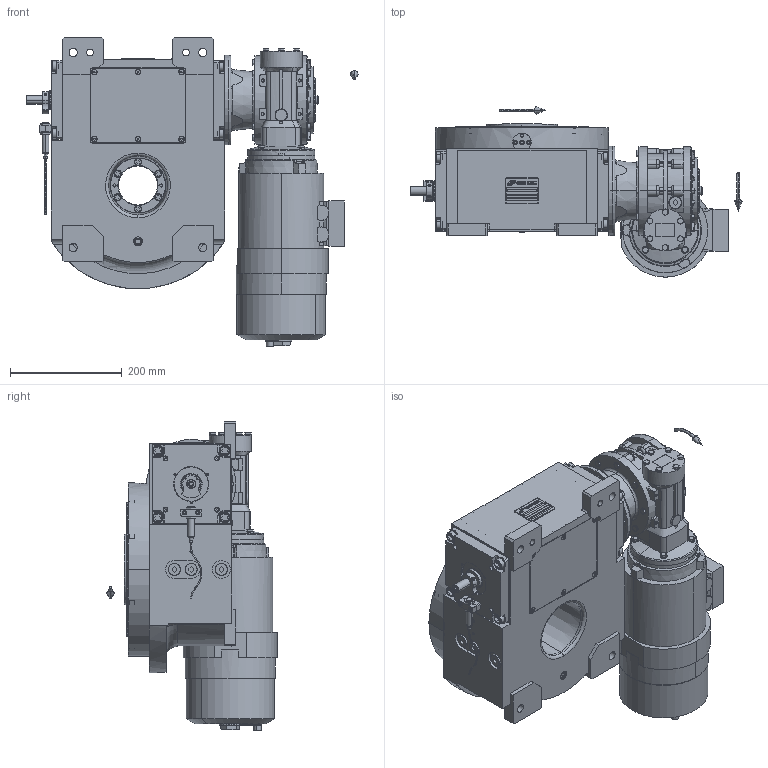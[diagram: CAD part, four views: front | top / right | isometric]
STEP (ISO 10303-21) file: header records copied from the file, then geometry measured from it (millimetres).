
FILE_DESCRIPTION (( 'STEP AP203' ), '1' );
FILE_NAME ('PC5201707.step', '2025-11-28T07:00:04', ( '' ), ( '' ), 'SwSTEP 2.0', 'SolidWorks 2020', '' );
FILE_SCHEMA (( 'CONFIG_CONTROL_DESIGN' ));
Length unit declared in the file: millimetre
Products named in the file (90): cfn2205_01_015; rig09_016; cfn2401_01_003; cfn2000_01_099; AS_900_38_30_003; cfn2115_02_057; CFN2203_02_002.stp; cfn2000_01_081; cfn2128_19_002; cfn2000_01_161; cfn2003_01_054; cfn2107_01_001; RMI70_F3_LCB_SX_80B14; cfn2276_01_056; CFN2155_01_195.stp; freccia_angolare_albero; 900_38_30_003; CFN2000_01_185.stp; CFN2104_02_018.stp; AS_rig09_071_8_m; AS_rig09_017; CFN2223_02_004.stp; cfn2070_05_009; CFN2356_03_053.stp; cfn2000_01_126; cfn2155_01_196; rig09_004; CFN2010_01_020.stp; olio_agip_blasia_150; rig09_001_a; rig09_071_8_m.stp; freccia_angolare; rig09_003_8; BA80B14; RIG09_005_ASM.stp; cfn2155_01_095; cfn2077_01_036; rig09_007_master; AS_rig09_004; cfn2151_01_167 ...
Assembly tree (79 placements, depth 5):
  cfn2205_01_015
  cfn2115_02_057
  CFN2203_02_002.stp
  cfn2276_01_056
  CFN2223_02_004.stp
Bounding box: 594.5 x 305 x 553.38 mm (x, y, z)
Volume: 12895348.8 mm3; surface area: 1799822.9 mm2
Topology: 69 solids, 71 shells, 3852 faces, 9586 edges, 6092 vertices
Faces by surface type: plane 1883, cylinder 1139, cone 582, torus 232, bspline 12, sphere 4
Entity records: 139582 total; most frequent: CARTESIAN_POINT 40135, DIRECTION 18853, ORIENTED_EDGE 18710, EDGE_CURVE 9357, AXIS2_PLACEMENT_3D 6928, VERTEX_POINT 6004, VECTOR 4997, LINE 4997
